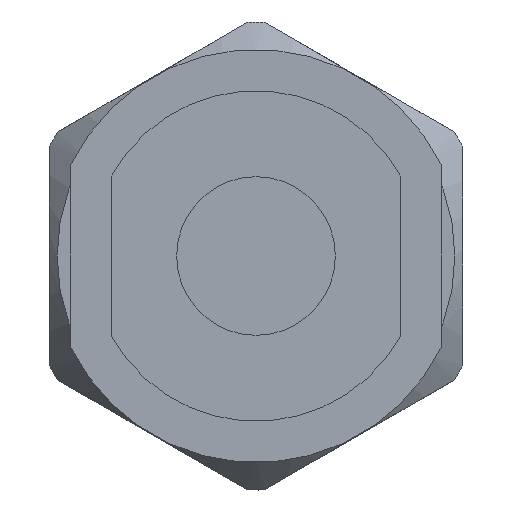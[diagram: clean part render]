
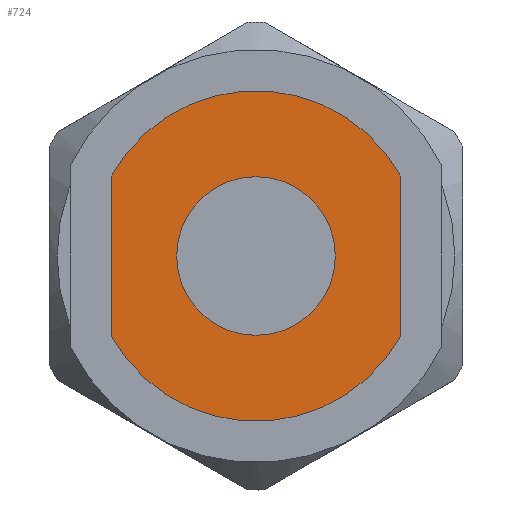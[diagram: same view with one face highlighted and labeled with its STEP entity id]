
A CAD part, front view. The second image highlights one B-rep face of the part: STEP entity #724.
In plain terms, the highlighted planar face has unit normal (0, -1, 0).
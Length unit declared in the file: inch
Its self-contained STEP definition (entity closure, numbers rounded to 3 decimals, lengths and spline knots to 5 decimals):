
#74 = CARTESIAN_POINT ( 'NONE',  ( -0.10938, -0.059, 0.06052 ) ) ;
#157 = CARTESIAN_POINT ( 'NONE',  ( 0., -0.059, 0. ) ) ;
#177 = VECTOR ( 'NONE', #2096, 39.37008 ) ;
#249 = DIRECTION ( 'NONE',  ( 0., -1., 0. ) ) ;
#326 = FACE_BOUND ( 'NONE', #699, .T. ) ;
#338 = CARTESIAN_POINT ( 'NONE',  ( -0.10938, -0.059, -0.18302 ) ) ;
#350 = CIRCLE ( 'NONE', #1741, 0.125 ) ;
#412 = ORIENTED_EDGE ( 'NONE', *, *, #2333, .T. ) ;
#455 = PLANE ( 'NONE',  #2964 ) ;
#476 = DIRECTION ( 'NONE',  ( 0., 0., -1. ) ) ;
#699 = EDGE_LOOP ( 'NONE', ( #2051 ) ) ;
#724 = ADVANCED_FACE ( 'NONE', ( #326, #1568 ), #455, .T. ) ;
#742 = VERTEX_POINT ( 'NONE', #972 ) ;
#767 = DIRECTION ( 'NONE',  ( 0., -1., 0. ) ) ;
#803 = DIRECTION ( 'NONE',  ( 0., -1., 0. ) ) ;
#820 = LINE ( 'NONE', #338, #177 ) ;
#869 = VERTEX_POINT ( 'NONE', #2960 ) ;
#874 = ORIENTED_EDGE ( 'NONE', *, *, #3167, .T. ) ;
#953 = CARTESIAN_POINT ( 'NONE',  ( 0., -0.059, -0.06 ) ) ;
#972 = CARTESIAN_POINT ( 'NONE',  ( 0.10937, -0.059, -0.06052 ) ) ;
#1135 = EDGE_CURVE ( 'NONE', #1515, #1515, #1523, .T. ) ;
#1172 = CARTESIAN_POINT ( 'NONE',  ( 0., -0.059, 0. ) ) ;
#1279 = EDGE_LOOP ( 'NONE', ( #874, #2135, #1921, #412 ) ) ;
#1515 = VERTEX_POINT ( 'NONE', #953 ) ;
#1523 = CIRCLE ( 'NONE', #2350, 0.06 ) ;
#1543 = VERTEX_POINT ( 'NONE', #2566 ) ;
#1568 = FACE_OUTER_BOUND ( 'NONE', #1279, .T. ) ;
#1592 = CIRCLE ( 'NONE', #1826, 0.125 ) ;
#1683 = VERTEX_POINT ( 'NONE', #74 ) ;
#1701 = CARTESIAN_POINT ( 'NONE',  ( 0.10937, -0.059, -0.18302 ) ) ;
#1741 = AXIS2_PLACEMENT_3D ( 'NONE', #157, #2859, #1880 ) ;
#1799 = DIRECTION ( 'NONE',  ( 0., 0., -1. ) ) ;
#1826 = AXIS2_PLACEMENT_3D ( 'NONE', #2702, #249, #476 ) ;
#1880 = DIRECTION ( 'NONE',  ( 0., 0., -1. ) ) ;
#1921 = ORIENTED_EDGE ( 'NONE', *, *, #2530, .T. ) ;
#1952 = LINE ( 'NONE', #1701, #2598 ) ;
#2051 = ORIENTED_EDGE ( 'NONE', *, *, #1135, .F. ) ;
#2096 = DIRECTION ( 'NONE',  ( 0., 0., -1. ) ) ;
#2135 = ORIENTED_EDGE ( 'NONE', *, *, #2508, .T. ) ;
#2231 = DIRECTION ( 'NONE',  ( 0., 0., -1. ) ) ;
#2333 = EDGE_CURVE ( 'NONE', #742, #1543, #1952, .T. ) ;
#2350 = AXIS2_PLACEMENT_3D ( 'NONE', #1172, #803, #1799 ) ;
#2508 = EDGE_CURVE ( 'NONE', #1683, #869, #820, .T. ) ;
#2530 = EDGE_CURVE ( 'NONE', #869, #742, #350, .T. ) ;
#2566 = CARTESIAN_POINT ( 'NONE',  ( 0.10937, -0.059, 0.06052 ) ) ;
#2598 = VECTOR ( 'NONE', #2679, 39.37008 ) ;
#2679 = DIRECTION ( 'NONE',  ( 0., 0., 1. ) ) ;
#2702 = CARTESIAN_POINT ( 'NONE',  ( 0., -0.059, 0. ) ) ;
#2859 = DIRECTION ( 'NONE',  ( 0., -1., 0. ) ) ;
#2911 = CARTESIAN_POINT ( 'NONE',  ( 0.15042, -0.059, 0. ) ) ;
#2960 = CARTESIAN_POINT ( 'NONE',  ( -0.10938, -0.059, -0.06052 ) ) ;
#2964 = AXIS2_PLACEMENT_3D ( 'NONE', #2911, #767, #2231 ) ;
#3167 = EDGE_CURVE ( 'NONE', #1543, #1683, #1592, .T. ) ;
